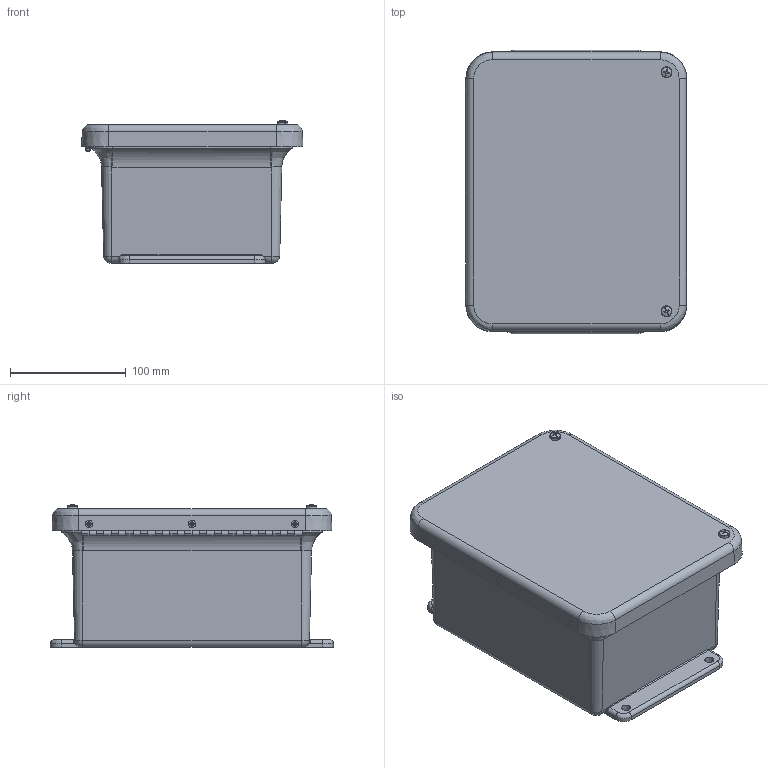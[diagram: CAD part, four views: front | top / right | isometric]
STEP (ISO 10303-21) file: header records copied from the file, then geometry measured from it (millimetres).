
FILE_DESCRIPTION (( 'STEP AP214' ), '1' );
FILE_NAME ('M806HW.STEP', '2018-11-06T15:02:34', ( '' ), ( '' ), 'SwSTEP 2.0', 'SolidWorks 2018', '' );
FILE_SCHEMA (( 'AUTOMOTIVE_DESIGN' ));
Length unit declared in the file: inch
Products named in the file (1): M806HW
Bounding box: 191.64 x 244.47 x 123.09 mm (x, y, z)
Volume: 739111.1 mm3; surface area: 389626.4 mm2
Topology: 20 solids, 20 shells, 702 faces, 1733 edges, 1093 vertices
Faces by surface type: cylinder 267, plane 228, cone 127, bspline 76, torus 4
Full cylindrical faces by diameter (mm): 2.159 x31, 3.175 x6, 3.327 x6, 3.556 x6, 3.683 x2, 3.861 x5, 3.962 x7, 3.967 x40, 4.826 x40, 5.537 x4, 6.35 x6, 6.858 x6
Entity records: 31322 total; most frequent: CARTESIAN_POINT 7024, DIRECTION 3018, ORIENTED_EDGE 2760, EDGE_CURVE 1380, AXIS2_PLACEMENT_3D 1216, EDGE_LOOP 1086, VERTEX_POINT 998, FACE_OUTER_BOUND 861
